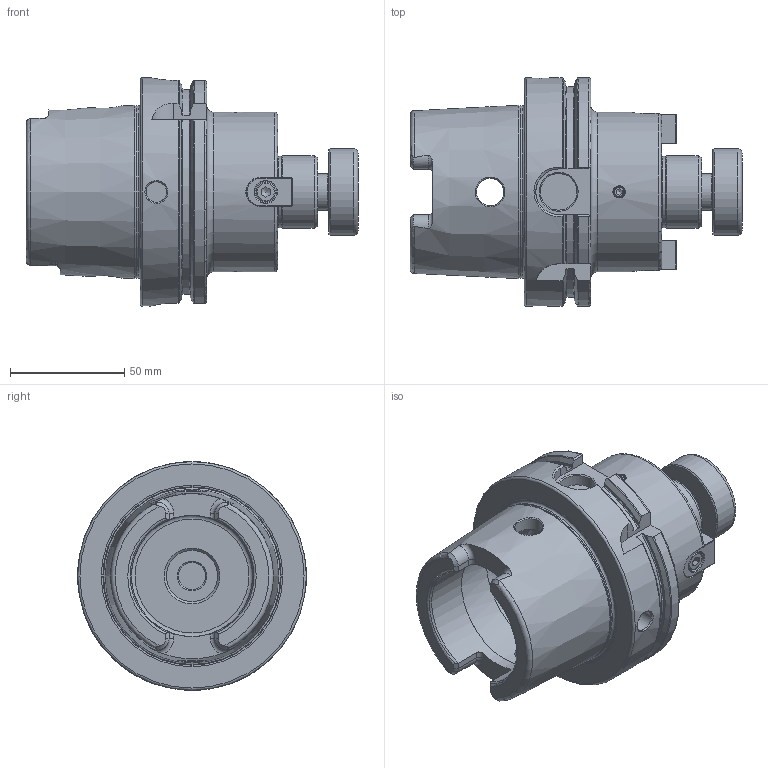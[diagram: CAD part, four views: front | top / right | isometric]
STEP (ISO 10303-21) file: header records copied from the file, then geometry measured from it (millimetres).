
FILE_DESCRIPTION(/* description */ (''),/* implementation_level */ '2;1');
FILE_NAME(/* name */ 'HSK100A-FMA31.75-60(AD).stp',/* time_stamp */ '2023-12-01T10:49:03+08:00',/* author */ ('Administrator'),/* organization */ (''),/* preprocessor_version */ 'ST-DEVELOPER v18.1',/* originating_system */ 'Autodesk Inventor 2022',/* authorisation */ '');
FILE_SCHEMA (('AUTOMOTIVE_DESIGN { 1 0 10303 214 3 1 1 }'));
Length unit declared in the file: millimetre
Products named in the file (6): HSK100A-FMA31.75-60(AD); HSK100A-FMA31.75-60; FMA31.75用半圆键; 螺钉 GB/T 70.1 M5 x 12; 螺钉 GB/T 77 M5 x 5; 内六角大圆柱头紧固螺钉   D38.1-5_8-18UN
F-L31.75
Assembly tree (8 placements, depth 2):
  HSK100A-FMA31.75-60(AD)
    HSK100A-FMA31.75-60
    FMA31.75用半圆键  x2
    螺钉 GB/T 70.1 M5 x 12  x2
    螺钉 GB/T 77 M5 x 5  x2
    内六角大圆柱头紧固螺钉   D38.1-5_8-18UN
F-L31.75
Bounding box: 145.15 x 100 x 100 mm (x, y, z)
Volume: 395986.1 mm3; surface area: 72030 mm2
Topology: 8 solids, 8 shells, 316 faces, 788 edges, 502 vertices
Faces by surface type: plane 143, cylinder 61, cone 53, torus 42, bspline 17
Full cylindrical faces by diameter (mm): 4 x2, 4.2 x4, 5 x4, 5.5 x2, 8.5 x2, 9 x1, 9.5 x2, 10 x1, 12 x3, 12.5 x1, 14.351 x1, 15.875 x1, 16 x1, 17 x1, 22.376 x1, 25 x1, 31.15 x1, 31.75 x1, 38.1 x1, 53 x2, 63 x1, 69.85 x1, 75.365 x1, 100 x1
Entity records: 10130 total; most frequent: CARTESIAN_POINT 3672, ORIENTED_EDGE 1340, DIRECTION 1258, EDGE_CURVE 670, AXIS2_PLACEMENT_3D 490, VERTEX_POINT 431, EDGE_LOOP 299, LINE 278
